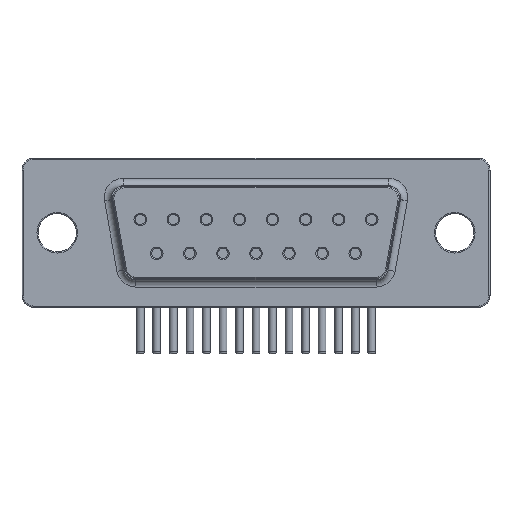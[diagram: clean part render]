
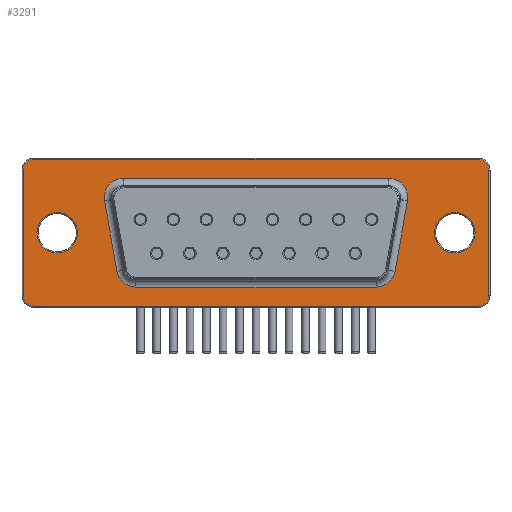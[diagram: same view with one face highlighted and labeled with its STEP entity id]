
A CAD part, front view. The second image highlights one B-rep face of the part: STEP entity #3291.
In plain terms, the highlighted planar face has unit normal (0, -1, 0).
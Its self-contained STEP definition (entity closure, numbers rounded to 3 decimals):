
#3040 = VERTEX_POINT('',#3041);
#3041 = CARTESIAN_POINT('',(8.905,-12.54,12.4));
#3048 = EDGE_CURVE('',#3040,#3049,#3051,.T.);
#3049 = VERTEX_POINT('',#3050);
#3050 = CARTESIAN_POINT('',(-28.295,-12.54,12.4));
#3051 = LINE('',#3052,#3053);
#3052 = CARTESIAN_POINT('',(8.905,-12.54,12.4));
#3053 = VECTOR('',#3054,1.);
#3054 = DIRECTION('',(-1.,0.,0.));
#3073 = VERTEX_POINT('',#3074);
#3074 = CARTESIAN_POINT('',(9.805,-12.54,11.5));
#3083 = EDGE_CURVE('',#3073,#3040,#3084,.T.);
#3084 = CIRCLE('',#3085,0.9);
#3085 = AXIS2_PLACEMENT_3D('',#3086,#3087,#3088);
#3086 = CARTESIAN_POINT('',(8.905,-12.54,11.5));
#3087 = DIRECTION('',(0.,-1.,0.));
#3088 = DIRECTION('',(1.,0.,0.));
#3101 = VERTEX_POINT('',#3102);
#3102 = CARTESIAN_POINT('',(-29.195,-12.54,11.5));
#3109 = EDGE_CURVE('',#3049,#3101,#3110,.T.);
#3110 = CIRCLE('',#3111,0.9);
#3111 = AXIS2_PLACEMENT_3D('',#3112,#3113,#3114);
#3112 = CARTESIAN_POINT('',(-28.295,-12.54,11.5));
#3113 = DIRECTION('',(0.,-1.,0.));
#3114 = DIRECTION('',(0.,0.,1.));
#3125 = VERTEX_POINT('',#3126);
#3126 = CARTESIAN_POINT('',(9.805,-12.54,1.));
#3133 = EDGE_CURVE('',#3125,#3073,#3134,.T.);
#3134 = LINE('',#3135,#3136);
#3135 = CARTESIAN_POINT('',(9.805,-12.54,1.));
#3136 = VECTOR('',#3137,1.);
#3137 = DIRECTION('',(0.,0.,1.));
#3150 = EDGE_CURVE('',#3101,#3151,#3153,.T.);
#3151 = VERTEX_POINT('',#3152);
#3152 = CARTESIAN_POINT('',(-29.195,-12.54,1.));
#3153 = LINE('',#3154,#3155);
#3154 = CARTESIAN_POINT('',(-29.195,-12.54,11.5));
#3155 = VECTOR('',#3156,1.);
#3156 = DIRECTION('',(0.,0.,-1.));
#3175 = VERTEX_POINT('',#3176);
#3176 = CARTESIAN_POINT('',(8.905,-12.54,0.1));
#3185 = EDGE_CURVE('',#3175,#3125,#3186,.T.);
#3186 = CIRCLE('',#3187,0.9);
#3187 = AXIS2_PLACEMENT_3D('',#3188,#3189,#3190);
#3188 = CARTESIAN_POINT('',(8.905,-12.54,1.));
#3189 = DIRECTION('',(0.,-1.,0.));
#3190 = DIRECTION('',(0.,0.,-1.));
#3203 = VERTEX_POINT('',#3204);
#3204 = CARTESIAN_POINT('',(-28.295,-12.54,0.1));
#3211 = EDGE_CURVE('',#3151,#3203,#3212,.T.);
#3212 = CIRCLE('',#3213,0.9);
#3213 = AXIS2_PLACEMENT_3D('',#3214,#3215,#3216);
#3214 = CARTESIAN_POINT('',(-28.295,-12.54,1.));
#3215 = DIRECTION('',(0.,-1.,0.));
#3216 = DIRECTION('',(-1.,0.,0.));
#3227 = EDGE_CURVE('',#3203,#3175,#3228,.T.);
#3228 = LINE('',#3229,#3230);
#3229 = CARTESIAN_POINT('',(-28.295,-12.54,0.1));
#3230 = VECTOR('',#3231,1.);
#3231 = DIRECTION('',(1.,0.,0.));
#3244 = VERTEX_POINT('',#3245);
#3245 = CARTESIAN_POINT('',(8.655,-12.54,6.25));
#3254 = EDGE_CURVE('',#3244,#3244,#3255,.T.);
#3255 = CIRCLE('',#3256,1.7);
#3256 = AXIS2_PLACEMENT_3D('',#3257,#3258,#3259);
#3257 = CARTESIAN_POINT('',(6.955,-12.54,6.25));
#3258 = DIRECTION('',(0.,-1.,0.));
#3259 = DIRECTION('',(1.,0.,0.));
#3270 = VERTEX_POINT('',#3271);
#3271 = CARTESIAN_POINT('',(-24.645,-12.54,6.25));
#3280 = EDGE_CURVE('',#3270,#3270,#3281,.T.);
#3281 = CIRCLE('',#3282,1.7);
#3282 = AXIS2_PLACEMENT_3D('',#3283,#3284,#3285);
#3283 = CARTESIAN_POINT('',(-26.345,-12.54,6.25));
#3284 = DIRECTION('',(0.,-1.,0.));
#3285 = DIRECTION('',(1.,0.,0.));
#3291 = ADVANCED_FACE('',(#3292,#3362,#3372,#3375),#3378,.T.);
#3292 = FACE_BOUND('',#3293,.T.);
#3293 = EDGE_LOOP('',(#3294,#3304,#3313,#3321,#3330,#3338,#3347,#3355));
#3294 = ORIENTED_EDGE('',*,*,#3295,.T.);
#3295 = EDGE_CURVE('',#3296,#3298,#3300,.T.);
#3296 = VERTEX_POINT('',#3297);
#3297 = CARTESIAN_POINT('',(-21.346,-12.54,3.024));
#3298 = VERTEX_POINT('',#3299);
#3299 = CARTESIAN_POINT('',(-22.38,-12.54,8.924));
#3300 = LINE('',#3301,#3302);
#3301 = CARTESIAN_POINT('',(-21.346,-12.54,3.024));
#3302 = VECTOR('',#3303,1.);
#3303 = DIRECTION('',(-0.173,0.,0.985
));
#3304 = ORIENTED_EDGE('',*,*,#3305,.T.);
#3305 = EDGE_CURVE('',#3298,#3306,#3308,.T.);
#3306 = VERTEX_POINT('',#3307);
#3307 = CARTESIAN_POINT('',(-20.804,-12.54,10.8));
#3308 = CIRCLE('',#3309,1.6);
#3309 = AXIS2_PLACEMENT_3D('',#3310,#3311,#3312);
#3310 = CARTESIAN_POINT('',(-20.804,-12.54,9.2));
#3311 = DIRECTION('',(0.,1.,0.));
#3312 = DIRECTION('',(-0.985,0.,
-0.173));
#3313 = ORIENTED_EDGE('',*,*,#3314,.T.);
#3314 = EDGE_CURVE('',#3306,#3315,#3317,.T.);
#3315 = VERTEX_POINT('',#3316);
#3316 = CARTESIAN_POINT('',(1.414,-12.54,10.8));
#3317 = LINE('',#3318,#3319);
#3318 = CARTESIAN_POINT('',(-20.804,-12.54,10.8));
#3319 = VECTOR('',#3320,1.);
#3320 = DIRECTION('',(1.,0.,0.));
#3321 = ORIENTED_EDGE('',*,*,#3322,.T.);
#3322 = EDGE_CURVE('',#3315,#3323,#3325,.T.);
#3323 = VERTEX_POINT('',#3324);
#3324 = CARTESIAN_POINT('',(2.99,-12.54,8.924));
#3325 = CIRCLE('',#3326,1.6);
#3326 = AXIS2_PLACEMENT_3D('',#3327,#3328,#3329);
#3327 = CARTESIAN_POINT('',(1.414,-12.54,9.2));
#3328 = DIRECTION('',(0.,1.,0.));
#3329 = DIRECTION('',(0.,0.,1.));
#3330 = ORIENTED_EDGE('',*,*,#3331,.T.);
#3331 = EDGE_CURVE('',#3323,#3332,#3334,.T.);
#3332 = VERTEX_POINT('',#3333);
#3333 = CARTESIAN_POINT('',(1.956,-12.54,3.024));
#3334 = LINE('',#3335,#3336);
#3335 = CARTESIAN_POINT('',(2.99,-12.54,8.924));
#3336 = VECTOR('',#3337,1.);
#3337 = DIRECTION('',(-0.173,0.,
-0.985));
#3338 = ORIENTED_EDGE('',*,*,#3339,.T.);
#3339 = EDGE_CURVE('',#3332,#3340,#3342,.T.);
#3340 = VERTEX_POINT('',#3341);
#3341 = CARTESIAN_POINT('',(0.38,-12.54,1.7));
#3342 = CIRCLE('',#3343,1.6);
#3343 = AXIS2_PLACEMENT_3D('',#3344,#3345,#3346);
#3344 = CARTESIAN_POINT('',(0.38,-12.54,3.3));
#3345 = DIRECTION('',(0.,1.,0.));
#3346 = DIRECTION('',(0.985,0.,
-0.173));
#3347 = ORIENTED_EDGE('',*,*,#3348,.T.);
#3348 = EDGE_CURVE('',#3340,#3349,#3351,.T.);
#3349 = VERTEX_POINT('',#3350);
#3350 = CARTESIAN_POINT('',(-19.77,-12.54,1.7));
#3351 = LINE('',#3352,#3353);
#3352 = CARTESIAN_POINT('',(0.38,-12.54,1.7));
#3353 = VECTOR('',#3354,1.);
#3354 = DIRECTION('',(-1.,0.,0.));
#3355 = ORIENTED_EDGE('',*,*,#3356,.T.);
#3356 = EDGE_CURVE('',#3349,#3296,#3357,.T.);
#3357 = CIRCLE('',#3358,1.6);
#3358 = AXIS2_PLACEMENT_3D('',#3359,#3360,#3361);
#3359 = CARTESIAN_POINT('',(-19.77,-12.54,3.3));
#3360 = DIRECTION('',(0.,1.,0.));
#3361 = DIRECTION('',(0.,0.,-1.));
#3362 = FACE_BOUND('',#3363,.T.);
#3363 = EDGE_LOOP('',(#3364,#3365,#3366,#3367,#3368,#3369,#3370,#3371));
#3364 = ORIENTED_EDGE('',*,*,#3109,.T.);
#3365 = ORIENTED_EDGE('',*,*,#3150,.T.);
#3366 = ORIENTED_EDGE('',*,*,#3211,.T.);
#3367 = ORIENTED_EDGE('',*,*,#3227,.T.);
#3368 = ORIENTED_EDGE('',*,*,#3185,.T.);
#3369 = ORIENTED_EDGE('',*,*,#3133,.T.);
#3370 = ORIENTED_EDGE('',*,*,#3083,.T.);
#3371 = ORIENTED_EDGE('',*,*,#3048,.T.);
#3372 = FACE_BOUND('',#3373,.T.);
#3373 = EDGE_LOOP('',(#3374));
#3374 = ORIENTED_EDGE('',*,*,#3280,.F.);
#3375 = FACE_BOUND('',#3376,.T.);
#3376 = EDGE_LOOP('',(#3377));
#3377 = ORIENTED_EDGE('',*,*,#3254,.F.);
#3378 = PLANE('',#3379);
#3379 = AXIS2_PLACEMENT_3D('',#3380,#3381,#3382);
#3380 = CARTESIAN_POINT('',(-9.695,-12.54,6.25));
#3381 = DIRECTION('',(0.,-1.,0.));
#3382 = DIRECTION('',(1.,0.,0.));
